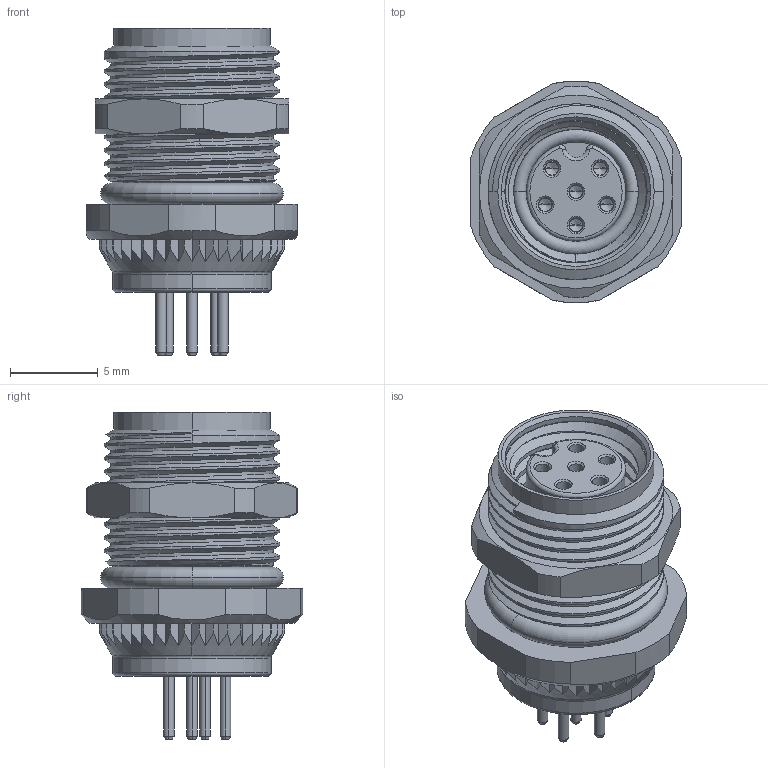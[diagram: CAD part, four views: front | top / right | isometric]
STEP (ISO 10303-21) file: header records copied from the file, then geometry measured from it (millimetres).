
FILE_DESCRIPTION((''),'2;1');
FILE_NAME('6P-K166666_6A','2025-09-08T',('gongcheng16'),(''),'PRO/ENGINEER BY PARAMETRIC TECHNOLOGY CORPORATION, 2010280','PRO/ENGINEER BY PARAMETRIC TECHNOLOGY CORPORATION, 2010280','');
FILE_SCHEMA(('CONFIG_CONTROL_DESIGN'));
Products named in the file (1): 6P-K166666_6A
Bounding box: 12 x 12.6 x 18.6 mm (x, y, z)
Volume: 236.8 mm3; surface area: 14926.2 mm2
Topology: 1 solids, 144 shells, 2429 faces, 8569 edges, 5964 vertices
Faces by surface type: plane 999, cylinder 781, cone 386, bspline 155, torus 108
Entity records: 152112 total; most frequent: CARTESIAN_POINT 82546, ORIENTED_EDGE 14080, DIRECTION 13668, EDGE_CURVE 8557, VERTEX_POINT 5964, AXIS2_PLACEMENT_3D 5092, VECTOR 3484, LINE 3484
